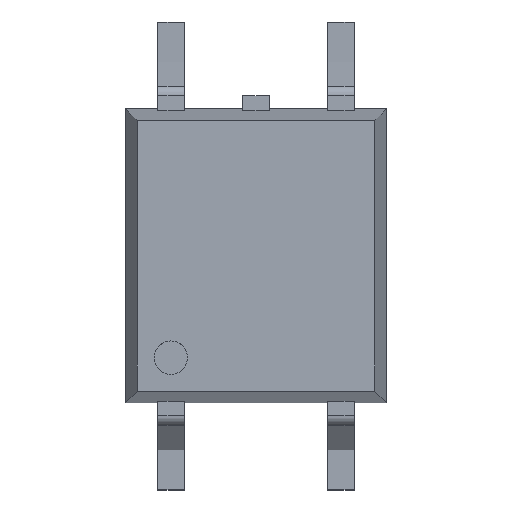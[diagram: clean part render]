
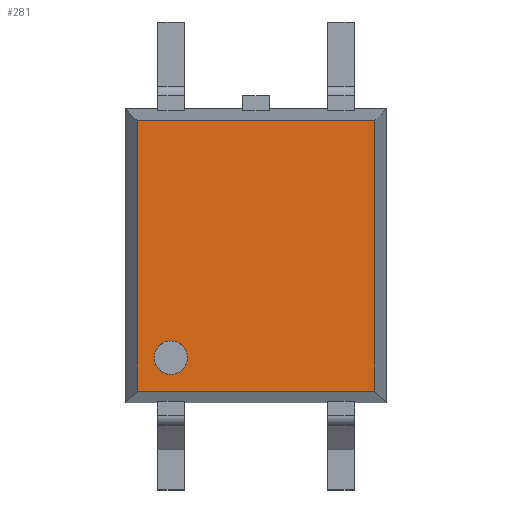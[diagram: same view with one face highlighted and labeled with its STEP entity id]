
A CAD part, top view. The second image highlights one B-rep face of the part: STEP entity #281.
In plain terms, the highlighted planar face has unit normal (0, 0, 1).
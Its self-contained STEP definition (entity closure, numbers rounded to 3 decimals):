
#20 = EDGE_CURVE ( 'NONE', #2378, #2264, #1749, .T. ) ;
#66 = CARTESIAN_POINT ( 'NONE',  ( -1.774, -2.024, 2.1 ) ) ;
#85 = DIRECTION ( 'NONE',  ( 1., 0., 0. ) ) ;
#115 = VECTOR ( 'NONE', #863, 1000. ) ;
#143 = DIRECTION ( 'NONE',  ( 0., -1., 0. ) ) ;
#181 = CARTESIAN_POINT ( 'NONE',  ( -1.274, -1.524, 2.1 ) ) ;
#271 = ORIENTED_EDGE ( 'NONE', *, *, #2419, .F. ) ;
#281 = ADVANCED_FACE ( 'NONE', ( #839, #1585 ), #1407, .F. ) ;
#322 = EDGE_LOOP ( 'NONE', ( #271, #1815 ) ) ;
#325 = EDGE_CURVE ( 'NONE', #625, #2093, #471, .T. ) ;
#346 = DIRECTION ( 'NONE',  ( 0., 0., 1. ) ) ;
#382 = EDGE_CURVE ( 'NONE', #2093, #2378, #928, .T. ) ;
#404 = ORIENTED_EDGE ( 'NONE', *, *, #2021, .T. ) ;
#417 = DIRECTION ( 'NONE',  ( 1., 0., 0. ) ) ;
#466 = VECTOR ( 'NONE', #143, 1000. ) ;
#471 = LINE ( 'NONE', #1352, #115 ) ;
#522 = CIRCLE ( 'NONE', #2033, 0.25 ) ;
#597 = CARTESIAN_POINT ( 'NONE',  ( 1.95, -2.024, 2.1 ) ) ;
#625 = VERTEX_POINT ( 'NONE', #1799 ) ;
#731 = AXIS2_PLACEMENT_3D ( 'NONE', #1245, #1837, #85 ) ;
#794 = CARTESIAN_POINT ( 'NONE',  ( -1.524, -1.524, 2.1 ) ) ;
#839 = FACE_BOUND ( 'NONE', #322, .T. ) ;
#863 = DIRECTION ( 'NONE',  ( 0., 1., 0. ) ) ;
#928 = LINE ( 'NONE', #2039, #956 ) ;
#956 = VECTOR ( 'NONE', #1871, 1000. ) ;
#963 = CARTESIAN_POINT ( 'NONE',  ( -1.024, -1.524, 2.1 ) ) ;
#1036 = VERTEX_POINT ( 'NONE', #963 ) ;
#1245 = CARTESIAN_POINT ( 'NONE',  ( -1.274, -1.524, 2.1 ) ) ;
#1262 = CARTESIAN_POINT ( 'NONE',  ( 1.774, 2.024, 2.1 ) ) ;
#1352 = CARTESIAN_POINT ( 'NONE',  ( 1.774, 2.2, 2.1 ) ) ;
#1371 = DIRECTION ( 'NONE',  ( 0., 0., -1. ) ) ;
#1383 = DIRECTION ( 'NONE',  ( -1., 0., 0. ) ) ;
#1407 = PLANE ( 'NONE',  #2058 ) ;
#1585 = FACE_OUTER_BOUND ( 'NONE', #2513, .T. ) ;
#1608 = CARTESIAN_POINT ( 'NONE',  ( -1.774, 2.024, 2.1 ) ) ;
#1635 = CARTESIAN_POINT ( 'NONE',  ( -1.95, 2.2, 2.1 ) ) ;
#1749 = LINE ( 'NONE', #1863, #466 ) ;
#1786 = EDGE_CURVE ( 'NONE', #1847, #1036, #522, .T. ) ;
#1799 = CARTESIAN_POINT ( 'NONE',  ( 1.774, -2.024, 2.1 ) ) ;
#1815 = ORIENTED_EDGE ( 'NONE', *, *, #1786, .F. ) ;
#1837 = DIRECTION ( 'NONE',  ( 0., 0., 1. ) ) ;
#1847 = VERTEX_POINT ( 'NONE', #794 ) ;
#1863 = CARTESIAN_POINT ( 'NONE',  ( -1.774, 2.2, 2.1 ) ) ;
#1871 = DIRECTION ( 'NONE',  ( -1., 0., 0. ) ) ;
#1925 = CIRCLE ( 'NONE', #731, 0.25 ) ;
#1935 = DIRECTION ( 'NONE',  ( 1., 0., 0. ) ) ;
#2015 = ORIENTED_EDGE ( 'NONE', *, *, #382, .T. ) ;
#2021 = EDGE_CURVE ( 'NONE', #2264, #625, #2159, .T. ) ;
#2033 = AXIS2_PLACEMENT_3D ( 'NONE', #181, #346, #1935 ) ;
#2039 = CARTESIAN_POINT ( 'NONE',  ( -1.95, 2.024, 2.1 ) ) ;
#2058 = AXIS2_PLACEMENT_3D ( 'NONE', #1635, #1371, #1383 ) ;
#2093 = VERTEX_POINT ( 'NONE', #1262 ) ;
#2130 = VECTOR ( 'NONE', #417, 1000. ) ;
#2159 = LINE ( 'NONE', #597, #2130 ) ;
#2218 = ORIENTED_EDGE ( 'NONE', *, *, #325, .T. ) ;
#2264 = VERTEX_POINT ( 'NONE', #66 ) ;
#2378 = VERTEX_POINT ( 'NONE', #1608 ) ;
#2419 = EDGE_CURVE ( 'NONE', #1036, #1847, #1925, .T. ) ;
#2513 = EDGE_LOOP ( 'NONE', ( #2218, #2015, #2517, #404 ) ) ;
#2517 = ORIENTED_EDGE ( 'NONE', *, *, #20, .T. ) ;
